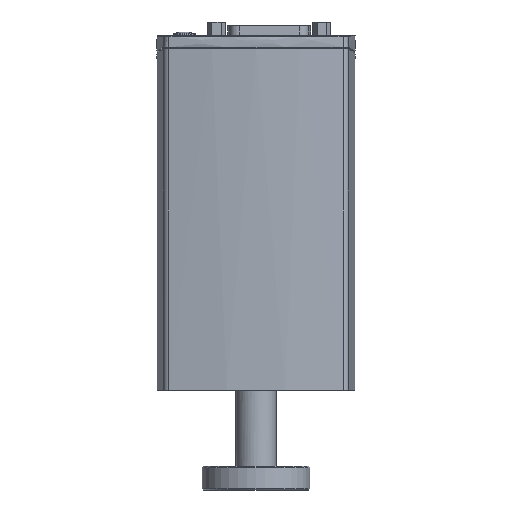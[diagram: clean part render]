
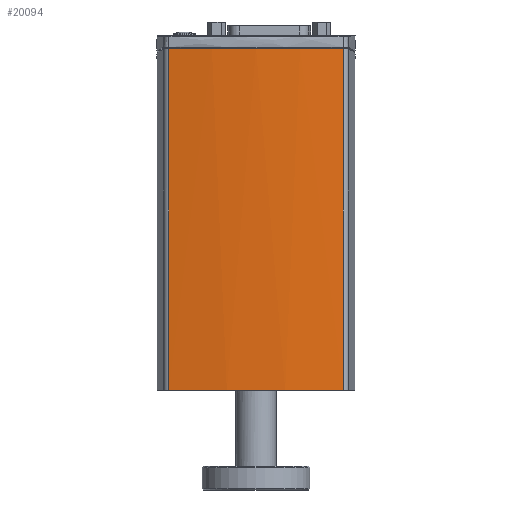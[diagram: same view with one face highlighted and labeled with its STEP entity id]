
A CAD part, left-side view. The second image highlights one B-rep face of the part: STEP entity #20094.
In plain terms, the highlighted cylindrical face has radius 170 mm (diameter 340 mm), a partial arc.
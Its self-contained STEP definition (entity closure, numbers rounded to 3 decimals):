
#483=B_SPLINE_CURVE_WITH_KNOTS('',3,(#37791,#37792,#37793,#37794,#37795,
#37796),.UNSPECIFIED.,.F.,.F.,(4,2,4),(3.561,5.341,
6.145),.UNSPECIFIED.);
#484=B_SPLINE_CURVE_WITH_KNOTS('',3,(#37803,#37804,#37805,#37806,#37807,
#37808),.UNSPECIFIED.,.F.,.F.,(4,2,4),(0.977,1.78,
3.561),.UNSPECIFIED.);
#1827=LINE('',#37798,#3340);
#1828=LINE('',#37802,#3341);
#3340=VECTOR('',#25991,108.186);
#3341=VECTOR('',#25994,108.186);
#3937=CYLINDRICAL_SURFACE('',#21723,170.);
#5130=FACE_OUTER_BOUND('',#6445,.T.);
#6445=EDGE_LOOP('',(#15900,#15901,#15902,#15903,#15904));
#7432=CIRCLE('',#21724,170.);
#8942=VERTEX_POINT('',#37789);
#8943=VERTEX_POINT('',#37790);
#8944=VERTEX_POINT('',#37797);
#8945=VERTEX_POINT('',#37799);
#8946=VERTEX_POINT('',#37801);
#11351=EDGE_CURVE('',#8942,#8943,#483,.T.);
#11352=EDGE_CURVE('',#8944,#8943,#1827,.T.);
#11353=EDGE_CURVE('',#8945,#8944,#7432,.T.);
#11354=EDGE_CURVE('',#8945,#8946,#1828,.T.);
#11355=EDGE_CURVE('',#8946,#8942,#484,.T.);
#15900=ORIENTED_EDGE('',*,*,#11351,.T.);
#15901=ORIENTED_EDGE('',*,*,#11352,.F.);
#15902=ORIENTED_EDGE('',*,*,#11353,.F.);
#15903=ORIENTED_EDGE('',*,*,#11354,.T.);
#15904=ORIENTED_EDGE('',*,*,#11355,.T.);
#20094=ADVANCED_FACE('',(#5130),#3937,.T.);
#21723=AXIS2_PLACEMENT_3D('',#37788,#25989,#25990);
#21724=AXIS2_PLACEMENT_3D('',#37800,#25992,#25993);
#25989=DIRECTION('center_axis',(0.,0.,
1.));
#25990=DIRECTION('ref_axis',(1.,0.,0.));
#25991=DIRECTION('',(0.,0.,1.));
#25992=DIRECTION('center_axis',(0.,0.,
-1.));
#25993=DIRECTION('ref_axis',(1.,0.,0.));
#25994=DIRECTION('',(0.,0.,1.));
#37788=CARTESIAN_POINT('Origin',(138.5,0.,
9.));
#37789=CARTESIAN_POINT('',(-31.5,0.,117.2));
#37790=CARTESIAN_POINT('',(-29.245,27.596,117.186));
#37791=CARTESIAN_POINT('Ctrl Pts',(-31.5,0.,
117.2));
#37792=CARTESIAN_POINT('Ctrl Pts',(-31.5,5.934,117.2));
#37793=CARTESIAN_POINT('Ctrl Pts',(-31.169,12.447,117.201));
#37794=CARTESIAN_POINT('Ctrl Pts',(-30.117,21.836,117.195));
#37795=CARTESIAN_POINT('Ctrl Pts',(-29.714,24.748,117.192));
#37796=CARTESIAN_POINT('Ctrl Pts',(-29.245,27.596,117.186));
#37797=CARTESIAN_POINT('',(-29.245,27.596,9.));
#37798=CARTESIAN_POINT('',(-29.245,27.596,9.));
#37799=CARTESIAN_POINT('',(-29.245,-27.596,9.));
#37800=CARTESIAN_POINT('Origin',(138.5,0.,
9.));
#37801=CARTESIAN_POINT('',(-29.245,-27.596,117.186));
#37802=CARTESIAN_POINT('',(-29.245,-27.596,9.));
#37803=CARTESIAN_POINT('Ctrl Pts',(-29.245,-27.596,117.186));
#37804=CARTESIAN_POINT('Ctrl Pts',(-29.714,-24.748,117.192));
#37805=CARTESIAN_POINT('Ctrl Pts',(-30.117,-21.836,
117.195));
#37806=CARTESIAN_POINT('Ctrl Pts',(-31.169,-12.447,
117.201));
#37807=CARTESIAN_POINT('Ctrl Pts',(-31.5,-5.934,
117.2));
#37808=CARTESIAN_POINT('Ctrl Pts',(-31.5,0.,
117.2));
